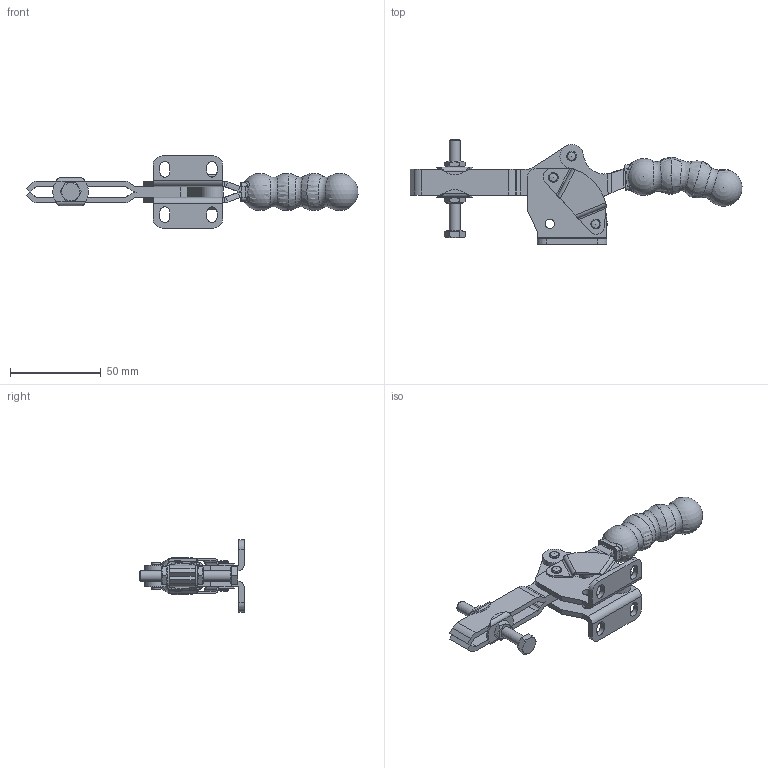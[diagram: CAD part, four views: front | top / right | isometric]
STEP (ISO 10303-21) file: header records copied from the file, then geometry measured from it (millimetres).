
FILE_DESCRIPTION(/* description */ (''),/* implementation_level */ '2;1');
FILE_NAME(/* name */ 'MH4UB-BL.stp',/* time_stamp */ '2019-10-11T14:03:28+01:00',/* author */ ('Carl'),/* organization */ (''),/* preprocessor_version */ 'ST-DEVELOPER v17',/* originating_system */ 'Autodesk Inventor 2018',/* authorisation */ '');
FILE_SCHEMA (('AUTOMOTIVE_DESIGN { 1 0 10303 214 3 1 1 }'));
Length unit declared in the file: millimetre
Products named in the file (8): MH4UB-BL; MH4UB-BL_1; MH4UB-BL_1_1; MH4UB-BL_2; MH4UB-BL_3; MH4UB-BL_4; MH4UB-BL_5; MH4UB-BL_6
Assembly tree (7 placements, depth 2):
  MH4UB-BL
    MH4UB-BL_1
    MH4UB-BL_1_1
    MH4UB-BL_2
    MH4UB-BL_3
    MH4UB-BL_4
    MH4UB-BL_5
    MH4UB-BL_6
Bounding box: 183.32 x 57.72 x 39.78 mm (x, y, z)
Volume: 45548.5 mm3; surface area: 29912.7 mm2
Topology: 7 solids, 8 shells, 375 faces, 1016 edges, 664 vertices
Faces by surface type: plane 149, cylinder 136, bspline 39, torus 22, cone 17, sphere 12
Full cylindrical faces by diameter (mm): 4.917 x2, 5 x12, 5.3 x4, 6 x1, 6.5 x2, 8.88 x1
Entity records: 18261 total; most frequent: CARTESIAN_POINT 8477, ORIENTED_EDGE 2000, DIRECTION 1984, EDGE_CURVE 1000, AXIS2_PLACEMENT_3D 750, VERTEX_POINT 664, LINE 484, VECTOR 484
